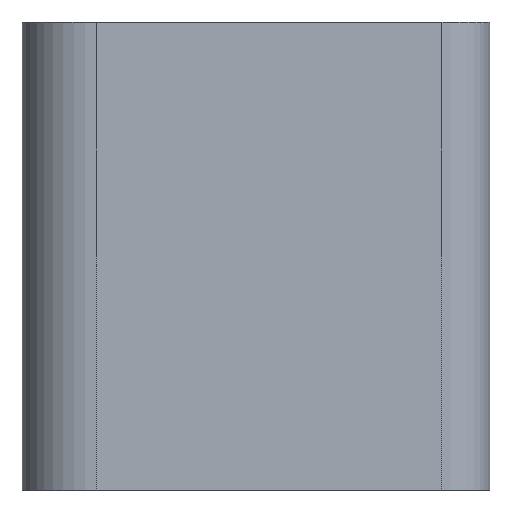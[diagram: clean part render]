
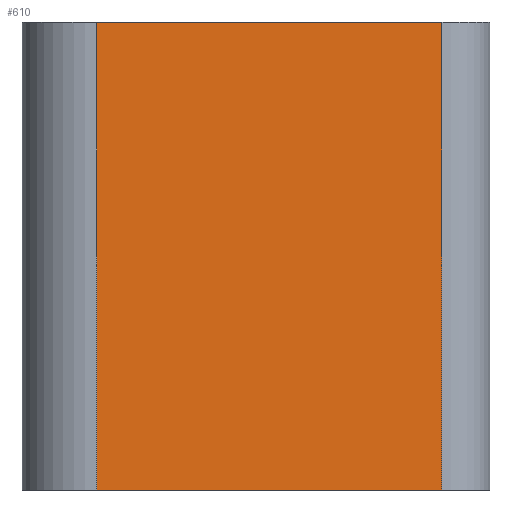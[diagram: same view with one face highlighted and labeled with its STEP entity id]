
A CAD part, left-side view. The second image highlights one B-rep face of the part: STEP entity #610.
In plain terms, the highlighted planar face has unit normal (-0.998, -0.068, 0).
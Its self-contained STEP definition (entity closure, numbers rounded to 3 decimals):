
#51 = VERTEX_POINT ( 'NONE', #223 ) ;
#53 = VERTEX_POINT ( 'NONE', #225 ) ;
#120 = VERTEX_POINT ( 'NONE', #293 ) ;
#121 = VERTEX_POINT ( 'NONE', #294 ) ;
#223 = CARTESIAN_POINT ( 'NONE',  ( -3.497, -6.774, 5. ) ) ;
#225 = CARTESIAN_POINT ( 'NONE',  ( -3.497, -6.774, -5. ) ) ;
#293 = CARTESIAN_POINT ( 'NONE',  ( -3.997, 0.599, -5. ) ) ;
#294 = CARTESIAN_POINT ( 'NONE',  ( -3.997, 0.599, 5. ) ) ;
#610 = ADVANCED_FACE ( 'NONE', ( #1497 ), #2679, .T. ) ;
#786 = ORIENTED_EDGE ( 'NONE', *, *, #2248, .F. ) ;
#787 = ORIENTED_EDGE ( 'NONE', *, *, #1347, .T. ) ;
#788 = ORIENTED_EDGE ( 'NONE', *, *, #2240, .F. ) ;
#789 = ORIENTED_EDGE ( 'NONE', *, *, #2244, .F. ) ;
#1347 = EDGE_CURVE ( 'NONE', #53, #51, #1759, .T. ) ;
#1497 = FACE_OUTER_BOUND ( 'NONE', #4001, .T. ) ;
#1759 = LINE ( 'NONE', #3154, #1760 ) ;
#1760 = VECTOR ( 'NONE', #3155, 1000. ) ;
#1937 = LINE ( 'NONE', #3460, #1956 ) ;
#1956 = VECTOR ( 'NONE', #3461, 1000. ) ;
#1961 = LINE ( 'NONE', #3469, #1962 ) ;
#1962 = VECTOR ( 'NONE', #3470, 1000. ) ;
#1974 = LINE ( 'NONE', #3472, #1976 ) ;
#1976 = VECTOR ( 'NONE', #3481, 1000. ) ;
#2240 = EDGE_CURVE ( 'NONE', #121, #51, #1937, .T. ) ;
#2244 = EDGE_CURVE ( 'NONE', #120, #121, #1961, .T. ) ;
#2248 = EDGE_CURVE ( 'NONE', #53, #120, #1974, .T. ) ;
#2678 = CARTESIAN_POINT ( 'NONE',  ( -3.997, 0.599, -21.401 ) ) ;
#2679 = PLANE ( 'NONE',  #3772 ) ;
#2688 = DIRECTION ( 'NONE',  ( -0.998, -0.068, 0. ) ) ;
#2689 = DIRECTION ( 'NONE',  ( 0.068, -0.998, 0. ) ) ;
#3154 = CARTESIAN_POINT ( 'NONE',  ( -3.497, -6.774, -21.401 ) ) ;
#3155 = DIRECTION ( 'NONE',  ( 0., 0., 1. ) ) ;
#3460 = CARTESIAN_POINT ( 'NONE',  ( -3.997, 0.599, 5. ) ) ;
#3461 = DIRECTION ( 'NONE',  ( 0.068, -0.998, 0. ) ) ;
#3469 = CARTESIAN_POINT ( 'NONE',  ( -3.997, 0.599, -21.401 ) ) ;
#3470 = DIRECTION ( 'NONE',  ( 0., 0., 1. ) ) ;
#3472 = CARTESIAN_POINT ( 'NONE',  ( -3.997, 0.599, -5. ) ) ;
#3481 = DIRECTION ( 'NONE',  ( -0.068, 0.998, 0. ) ) ;
#3772 = AXIS2_PLACEMENT_3D ( 'NONE', #2678, #2688, #2689 ) ;
#4001 = EDGE_LOOP ( 'NONE', ( #786, #787, #788, #789 ) ) ;
